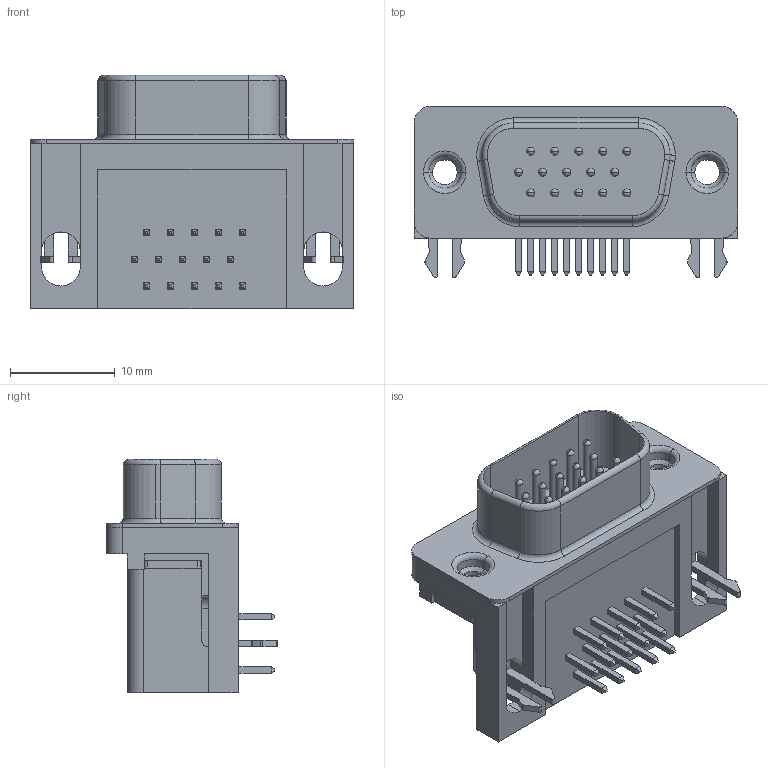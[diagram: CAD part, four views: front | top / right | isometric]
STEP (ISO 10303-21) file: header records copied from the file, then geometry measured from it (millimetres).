
FILE_DESCRIPTION (( 'STEP AP214' ), '1' );
FILE_NAME ('K66X(HT)-E15P-N_rA3.STEP', '2012-02-07T01:07:37', ( ' ' ), ( ' ' ), 'SwSTEP 2.0', 'SolidWorks 2007', '' );
FILE_SCHEMA (( 'AUTOMOTIVE_DESIGN' ));
Length unit declared in the file: millimetre
Products named in the file (1): K66X(HT)-E15P-N_rA3
Bounding box: 30.81 x 16.3 x 22.22 mm (x, y, z)
Volume: 3999 mm3; surface area: 3285.6 mm2
Topology: 1 solids, 1 shells, 396 faces, 1030 edges, 633 vertices
Faces by surface type: plane 236, cylinder 108, sphere 30, torus 14, cone 8
Entity records: 12730 total; most frequent: DIRECTION 2041, CARTESIAN_POINT 1970, ORIENTED_EDGE 1940, EDGE_CURVE 970, LINE 693, VECTOR 693, AXIS2_PLACEMENT_3D 674, VERTEX_POINT 603
